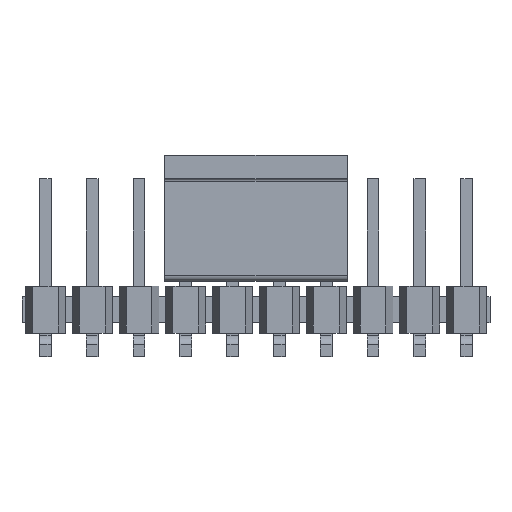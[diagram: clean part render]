
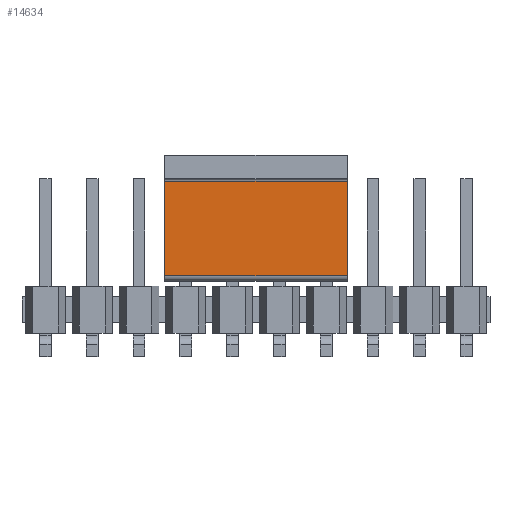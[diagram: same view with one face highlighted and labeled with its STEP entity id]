
A CAD part, top view. The second image highlights one B-rep face of the part: STEP entity #14634.
In plain terms, the highlighted planar face has unit normal (0, 0, 1).
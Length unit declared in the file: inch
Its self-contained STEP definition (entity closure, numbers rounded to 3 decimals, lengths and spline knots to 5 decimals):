
#2406=ORIENTED_EDGE('',*,*,#5583,.T.);
#2407=ORIENTED_EDGE('',*,*,#5584,.F.);
#2408=ORIENTED_EDGE('',*,*,#5585,.F.);
#2409=ORIENTED_EDGE('',*,*,#5581,.T.);
#5581=EDGE_CURVE('',#7351,#7350,#9140,.T.);
#5583=EDGE_CURVE('',#7350,#7352,#9141,.T.);
#5584=EDGE_CURVE('',#7353,#7352,#9142,.T.);
#5585=EDGE_CURVE('',#7351,#7353,#9143,.T.);
#7350=VERTEX_POINT('',#21755);
#7351=VERTEX_POINT('',#21757);
#7352=VERTEX_POINT('',#21761);
#7353=VERTEX_POINT('',#21763);
#9140=LINE('',#21756,#11164);
#9141=LINE('',#21760,#11165);
#9142=LINE('',#21762,#11166);
#9143=LINE('',#21764,#11167);
#11164=VECTOR('',#17700,39.37008);
#11165=VECTOR('',#17705,39.37008);
#11166=VECTOR('',#17706,39.37008);
#11167=VECTOR('',#17707,39.37008);
#12496=EDGE_LOOP('',(#2406,#2407,#2408,#2409));
#13254=FACE_BOUND('',#12496,.T.);
#13971=PLANE('',#15392);
#14634=ADVANCED_FACE('',(#13254),#13971,.F.);
#15392=AXIS2_PLACEMENT_3D('',#21759,#17703,#17704);
#17700=DIRECTION('',(-1.,0.,0.));
#17703=DIRECTION('',(0.,0.,-1.));
#17704=DIRECTION('',(-1.,0.,0.));
#17705=DIRECTION('',(0.,-1.,0.));
#17706=DIRECTION('',(-1.,0.,0.));
#17707=DIRECTION('',(0.,-1.,0.));
#21755=CARTESIAN_POINT('',(-0.195,-0.055,0.08976));
#21756=CARTESIAN_POINT('',(0.195,-0.055,0.08976));
#21757=CARTESIAN_POINT('',(0.195,-0.055,0.08976));
#21759=CARTESIAN_POINT('',(0.195,-0.055,0.08976));
#21760=CARTESIAN_POINT('',(-0.195,-0.055,0.08976));
#21761=CARTESIAN_POINT('',(-0.195,-0.25748,0.08976));
#21762=CARTESIAN_POINT('',(0.195,-0.25748,0.08976));
#21763=CARTESIAN_POINT('',(0.195,-0.25748,0.08976));
#21764=CARTESIAN_POINT('',(0.195,-0.055,0.08976));
